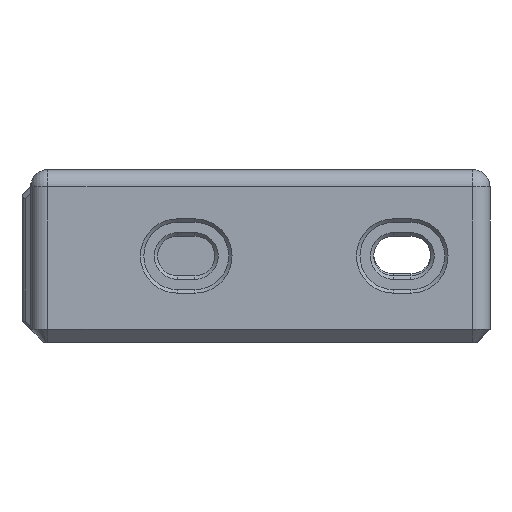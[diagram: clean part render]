
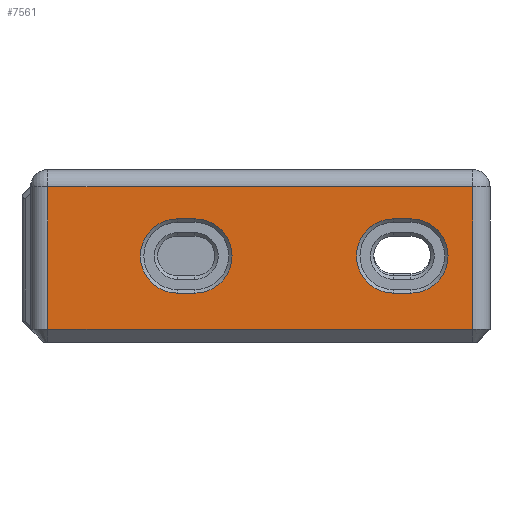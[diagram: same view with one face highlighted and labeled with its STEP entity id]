
A CAD part, left-side view. The second image highlights one B-rep face of the part: STEP entity #7561.
In plain terms, the highlighted planar face has unit normal (-1, 0, 0).
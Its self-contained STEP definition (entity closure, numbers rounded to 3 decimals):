
#169 = EDGE_LOOP ( 'NONE', ( #1894, #2668, #3426, #11527 ) ) ;
#399 = LINE ( 'NONE', #2419, #6374 ) ;
#516 = EDGE_LOOP ( 'NONE', ( #1556, #14059, #10737, #15858 ) ) ;
#532 = LINE ( 'NONE', #6113, #6104 ) ;
#540 = DIRECTION ( 'NONE',  ( 0., 1., 0. ) ) ;
#702 = VERTEX_POINT ( 'NONE', #2115 ) ;
#1075 = CARTESIAN_POINT ( 'NONE',  ( -73.418, 15.816, -14.3 ) ) ;
#1146 = DIRECTION ( 'NONE',  ( 1., 0., 0. ) ) ;
#1155 = DIRECTION ( 'NONE',  ( 0., -1., 0. ) ) ;
#1277 = VERTEX_POINT ( 'NONE', #1075 ) ;
#1325 = CARTESIAN_POINT ( 'NONE',  ( -73.418, -16.334, -20. ) ) ;
#1556 = ORIENTED_EDGE ( 'NONE', *, *, #11072, .T. ) ;
#1575 = FACE_BOUND ( 'NONE', #516, .T. ) ;
#1753 = ORIENTED_EDGE ( 'NONE', *, *, #15585, .T. ) ;
#1785 = ORIENTED_EDGE ( 'NONE', *, *, #15701, .T. ) ;
#1894 = ORIENTED_EDGE ( 'NONE', *, *, #16908, .T. ) ;
#1956 = CARTESIAN_POINT ( 'NONE',  ( -73.418, 17.816, -14.3 ) ) ;
#2115 = CARTESIAN_POINT ( 'NONE',  ( -73.418, 32.816, -18.5 ) ) ;
#2340 = CARTESIAN_POINT ( 'NONE',  ( -73.418, -9.184, -14.3 ) ) ;
#2419 = CARTESIAN_POINT ( 'NONE',  ( -73.418, -9.184, -5.7 ) ) ;
#2503 = EDGE_CURVE ( 'NONE', #14326, #8676, #16884, .T. ) ;
#2668 = ORIENTED_EDGE ( 'NONE', *, *, #7454, .T. ) ;
#2783 = AXIS2_PLACEMENT_3D ( 'NONE', #11006, #12272, #4424 ) ;
#3045 = EDGE_CURVE ( 'NONE', #8791, #1277, #13581, .T. ) ;
#3274 = EDGE_CURVE ( 'NONE', #3306, #702, #5801, .T. ) ;
#3306 = VERTEX_POINT ( 'NONE', #6320 ) ;
#3426 = ORIENTED_EDGE ( 'NONE', *, *, #3045, .T. ) ;
#3559 = AXIS2_PLACEMENT_3D ( 'NONE', #9744, #5766, #15053 ) ;
#3616 = AXIS2_PLACEMENT_3D ( 'NONE', #11969, #5969, #8636 ) ;
#3662 = LINE ( 'NONE', #9254, #13444 ) ;
#3787 = DIRECTION ( 'NONE',  ( 0., 0., -1. ) ) ;
#4238 = EDGE_CURVE ( 'NONE', #11951, #11324, #399, .T. ) ;
#4424 = DIRECTION ( 'NONE',  ( 0., 0., -1. ) ) ;
#4661 = FACE_BOUND ( 'NONE', #169, .T. ) ;
#4844 = LINE ( 'NONE', #5907, #5885 ) ;
#5398 = CIRCLE ( 'NONE', #15189, 4.3 ) ;
#5766 = DIRECTION ( 'NONE',  ( 1., 0., 0. ) ) ;
#5801 = LINE ( 'NONE', #14301, #15839 ) ;
#5885 = VECTOR ( 'NONE', #540, 1000. ) ;
#5907 = CARTESIAN_POINT ( 'NONE',  ( -73.418, 32.816, -2. ) ) ;
#5924 = CARTESIAN_POINT ( 'NONE',  ( -73.418, -16.334, -2. ) ) ;
#5960 = CARTESIAN_POINT ( 'NONE',  ( -73.418, 0., -18.5 ) ) ;
#5969 = DIRECTION ( 'NONE',  ( 1., 0., 0. ) ) ;
#6104 = VECTOR ( 'NONE', #15348, 1000. ) ;
#6113 = CARTESIAN_POINT ( 'NONE',  ( -73.418, 0., -5.7 ) ) ;
#6237 = CARTESIAN_POINT ( 'NONE',  ( -73.418, -9.184, -5.7 ) ) ;
#6296 = DIRECTION ( 'NONE',  ( 0., 1., 0. ) ) ;
#6320 = CARTESIAN_POINT ( 'NONE',  ( -73.418, 32.816, -2. ) ) ;
#6367 = CARTESIAN_POINT ( 'NONE',  ( -73.418, 0., -20. ) ) ;
#6374 = VECTOR ( 'NONE', #1155, 1000. ) ;
#6376 = DIRECTION ( 'NONE',  ( 0., 0., -1. ) ) ;
#7035 = CIRCLE ( 'NONE', #3616, 4.3 ) ;
#7433 = CARTESIAN_POINT ( 'NONE',  ( -73.418, 15.816, -5.7 ) ) ;
#7454 = EDGE_CURVE ( 'NONE', #8137, #8791, #532, .T. ) ;
#7561 = ADVANCED_FACE ( 'NONE', ( #1575, #4661, #9147 ), #17032, .F. ) ;
#7568 = CARTESIAN_POINT ( 'NONE',  ( -73.418, -16.334, -18.5 ) ) ;
#7824 = DIRECTION ( 'NONE',  ( 0., 1., 0. ) ) ;
#7877 = EDGE_LOOP ( 'NONE', ( #8287, #1785, #14313, #1753 ) ) ;
#8137 = VERTEX_POINT ( 'NONE', #9340 ) ;
#8222 = VECTOR ( 'NONE', #10480, 1000. ) ;
#8287 = ORIENTED_EDGE ( 'NONE', *, *, #3274, .T. ) ;
#8294 = DIRECTION ( 'NONE',  ( 0., 0., -1. ) ) ;
#8636 = DIRECTION ( 'NONE',  ( 0., 0., -1. ) ) ;
#8676 = VERTEX_POINT ( 'NONE', #5924 ) ;
#8707 = VERTEX_POINT ( 'NONE', #2340 ) ;
#8791 = VERTEX_POINT ( 'NONE', #7433 ) ;
#9147 = FACE_OUTER_BOUND ( 'NONE', #7877, .T. ) ;
#9254 = CARTESIAN_POINT ( 'NONE',  ( -73.418, -7.184, -14.3 ) ) ;
#9340 = CARTESIAN_POINT ( 'NONE',  ( -73.418, 17.816, -5.7 ) ) ;
#9744 = CARTESIAN_POINT ( 'NONE',  ( -73.418, 15.816, -10. ) ) ;
#10006 = EDGE_CURVE ( 'NONE', #1277, #16730, #11363, .T. ) ;
#10480 = DIRECTION ( 'NONE',  ( 0., 0., 1. ) ) ;
#10737 = ORIENTED_EDGE ( 'NONE', *, *, #12514, .T. ) ;
#11006 = CARTESIAN_POINT ( 'NONE',  ( -73.418, 17.816, -10. ) ) ;
#11072 = EDGE_CURVE ( 'NONE', #12320, #11951, #7035, .T. ) ;
#11165 = LINE ( 'NONE', #5960, #11590 ) ;
#11324 = VERTEX_POINT ( 'NONE', #6237 ) ;
#11363 = LINE ( 'NONE', #15594, #15290 ) ;
#11527 = ORIENTED_EDGE ( 'NONE', *, *, #10006, .T. ) ;
#11590 = VECTOR ( 'NONE', #12473, 1000. ) ;
#11951 = VERTEX_POINT ( 'NONE', #13917 ) ;
#11969 = CARTESIAN_POINT ( 'NONE',  ( -73.418, -7.184, -10. ) ) ;
#12039 = CARTESIAN_POINT ( 'NONE',  ( -73.418, -9.184, -10. ) ) ;
#12062 = CARTESIAN_POINT ( 'NONE',  ( -73.418, -7.184, -14.3 ) ) ;
#12272 = DIRECTION ( 'NONE',  ( 1., 0., 0. ) ) ;
#12320 = VERTEX_POINT ( 'NONE', #12062 ) ;
#12473 = DIRECTION ( 'NONE',  ( 0., -1., 0. ) ) ;
#12514 = EDGE_CURVE ( 'NONE', #11324, #8707, #5398, .T. ) ;
#13444 = VECTOR ( 'NONE', #7824, 1000. ) ;
#13581 = CIRCLE ( 'NONE', #3559, 4.3 ) ;
#13875 = CIRCLE ( 'NONE', #2783, 4.3 ) ;
#13917 = CARTESIAN_POINT ( 'NONE',  ( -73.418, -7.184, -5.7 ) ) ;
#14059 = ORIENTED_EDGE ( 'NONE', *, *, #4238, .T. ) ;
#14301 = CARTESIAN_POINT ( 'NONE',  ( -73.418, 32.816, -20. ) ) ;
#14313 = ORIENTED_EDGE ( 'NONE', *, *, #2503, .T. ) ;
#14326 = VERTEX_POINT ( 'NONE', #7568 ) ;
#15053 = DIRECTION ( 'NONE',  ( 0., 0., -1. ) ) ;
#15183 = EDGE_CURVE ( 'NONE', #8707, #12320, #3662, .T. ) ;
#15189 = AXIS2_PLACEMENT_3D ( 'NONE', #12039, #16008, #8294 ) ;
#15290 = VECTOR ( 'NONE', #6296, 1000. ) ;
#15348 = DIRECTION ( 'NONE',  ( 0., -1., 0. ) ) ;
#15585 = EDGE_CURVE ( 'NONE', #8676, #3306, #4844, .T. ) ;
#15594 = CARTESIAN_POINT ( 'NONE',  ( -73.418, 17.816, -14.3 ) ) ;
#15649 = AXIS2_PLACEMENT_3D ( 'NONE', #6367, #1146, #3787 ) ;
#15701 = EDGE_CURVE ( 'NONE', #702, #14326, #11165, .T. ) ;
#15839 = VECTOR ( 'NONE', #6376, 1000. ) ;
#15858 = ORIENTED_EDGE ( 'NONE', *, *, #15183, .T. ) ;
#16008 = DIRECTION ( 'NONE',  ( 1., 0., 0. ) ) ;
#16730 = VERTEX_POINT ( 'NONE', #1956 ) ;
#16884 = LINE ( 'NONE', #1325, #8222 ) ;
#16908 = EDGE_CURVE ( 'NONE', #16730, #8137, #13875, .T. ) ;
#17032 = PLANE ( 'NONE',  #15649 ) ;
